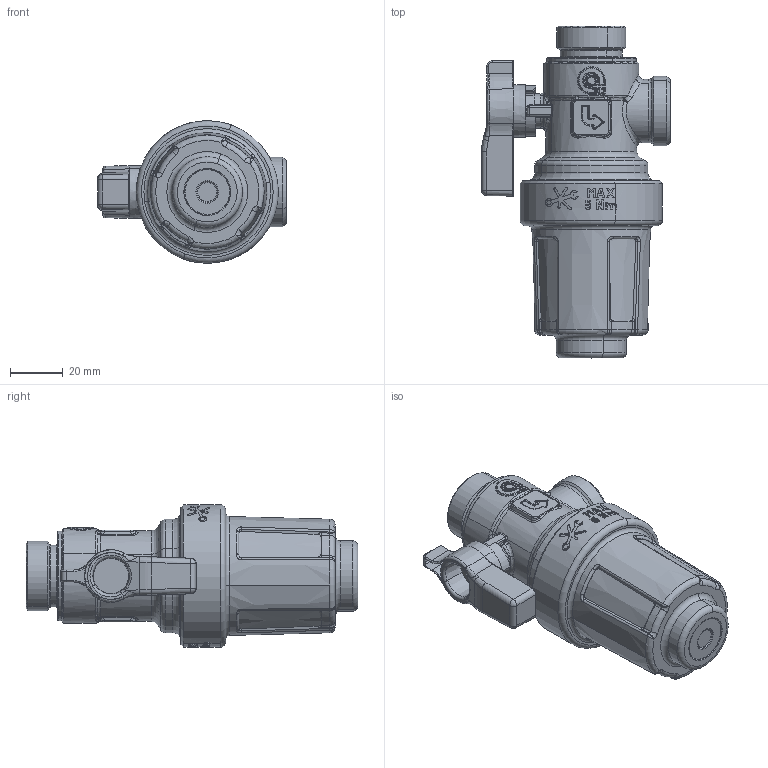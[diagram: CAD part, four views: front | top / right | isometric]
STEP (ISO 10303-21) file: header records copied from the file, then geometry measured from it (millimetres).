
FILE_DESCRIPTION(('CATIA V5 STEP Exchange'),'2;1');
FILE_NAME('STEP_545900_-_TST.stp','2019-01-16T15:06:41+00:00',('none'),('none'),'CATIA Version 5-6 Release 2016 SP4','CATIA V5 STEP AP203','none');
FILE_SCHEMA(('CONFIG_CONTROL_DESIGN'));
Products named in the file (1): 545900 - TST
Bounding box: 71.6 x 125.9 x 53.98 mm (x, y, z)
Volume: 173872.6 mm3; surface area: 25446.9 mm2
Topology: 1 solids, 8 shells, 1227 faces, 3042 edges, 1802 vertices
Faces by surface type: bspline 361, plane 349, cylinder 308, torus 89, cone 47, extrusion 36, sphere 35, revolution 2
Entity records: 59123 total; most frequent: CARTESIAN_POINT 35405, ORIENTED_EDGE 5966, EDGE_CURVE 2983, DIRECTION 2868, VERTEX_POINT 1802, B_SPLINE_CURVE_WITH_KNOTS 1503, AXIS2_PLACEMENT_3D 1315, EDGE_LOOP 1261
